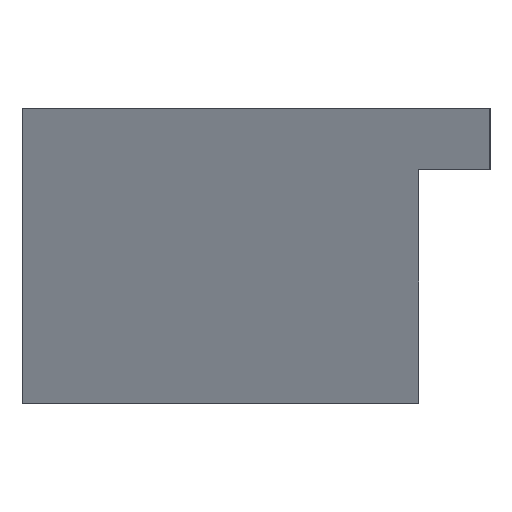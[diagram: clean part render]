
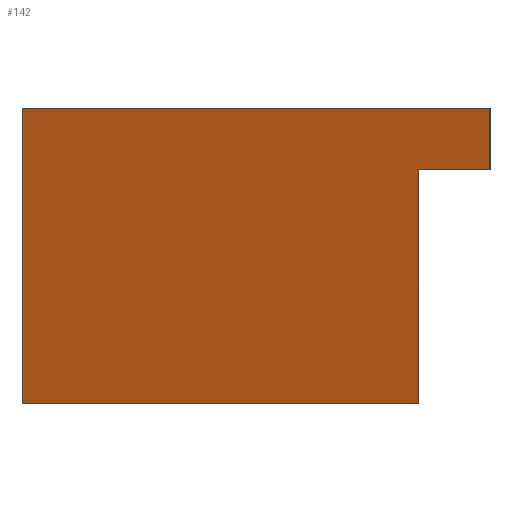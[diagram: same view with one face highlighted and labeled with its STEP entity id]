
A CAD part, left-side view. The second image highlights one B-rep face of the part: STEP entity #142.
In plain terms, the highlighted planar face has unit normal (-0.94, 0, -0.342).
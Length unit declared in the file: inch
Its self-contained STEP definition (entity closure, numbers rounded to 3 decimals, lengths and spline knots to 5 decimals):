
#16=FACE_OUTER_BOUND('',#24,.T.);
#24=EDGE_LOOP('',(#103,#104,#105,#106,#107,#108));
#37=LINE('',#224,#55);
#38=LINE('',#226,#56);
#39=LINE('',#228,#57);
#40=LINE('',#230,#58);
#41=LINE('',#232,#59);
#42=LINE('',#233,#60);
#55=VECTOR('',#183,0.3937);
#56=VECTOR('',#184,0.3937);
#57=VECTOR('',#185,0.3937);
#58=VECTOR('',#186,0.3937);
#59=VECTOR('',#187,0.3937);
#60=VECTOR('',#188,0.3937);
#73=VERTEX_POINT('',#222);
#74=VERTEX_POINT('',#223);
#75=VERTEX_POINT('',#225);
#76=VERTEX_POINT('',#227);
#77=VERTEX_POINT('',#229);
#78=VERTEX_POINT('',#231);
#85=EDGE_CURVE('',#73,#74,#37,.T.);
#86=EDGE_CURVE('',#75,#73,#38,.T.);
#87=EDGE_CURVE('',#76,#75,#39,.T.);
#88=EDGE_CURVE('',#77,#76,#40,.T.);
#89=EDGE_CURVE('',#78,#77,#41,.T.);
#90=EDGE_CURVE('',#74,#78,#42,.T.);
#103=ORIENTED_EDGE('',*,*,#85,.F.);
#104=ORIENTED_EDGE('',*,*,#86,.F.);
#105=ORIENTED_EDGE('',*,*,#87,.F.);
#106=ORIENTED_EDGE('',*,*,#88,.F.);
#107=ORIENTED_EDGE('',*,*,#89,.F.);
#108=ORIENTED_EDGE('',*,*,#90,.F.);
#134=PLANE('',#164);
#142=ADVANCED_FACE('',(#16),#134,.F.);
#164=AXIS2_PLACEMENT_3D('',#221,#181,#182);
#181=DIRECTION('center_axis',(0.94,0.,0.342));
#182=DIRECTION('ref_axis',(0.342,0.,-0.94));
#183=DIRECTION('',(0.,-1.,0.));
#184=DIRECTION('',(-0.342,0.,0.94));
#185=DIRECTION('',(0.,1.,0.));
#186=DIRECTION('',(0.342,0.,-0.94));
#187=DIRECTION('',(0.,1.,0.));
#188=DIRECTION('',(0.342,0.,-0.94));
#221=CARTESIAN_POINT('Origin',(-1.16762,-4.25,3.75623));
#222=CARTESIAN_POINT('',(0.5635,85.75,-1.));
#223=CARTESIAN_POINT('',(0.5635,80.,-1.));
#224=CARTESIAN_POINT('',(0.5635,37.875,-1.));
#225=CARTESIAN_POINT('',(1.8829,85.75,-4.625));
#226=CARTESIAN_POINT('',(16.28481,85.75,-44.19393));
#227=CARTESIAN_POINT('',(1.8829,80.875,-4.625));
#228=CARTESIAN_POINT('',(1.8829,40.75,-4.625));
#229=CARTESIAN_POINT('',(0.83648,80.875,-1.75));
#230=CARTESIAN_POINT('',(16.59476,80.875,-45.04553));
#231=CARTESIAN_POINT('',(0.83648,80.,-1.75));
#232=CARTESIAN_POINT('',(0.83648,38.3125,-1.75));
#233=CARTESIAN_POINT('',(16.34894,80.,-44.37012));
